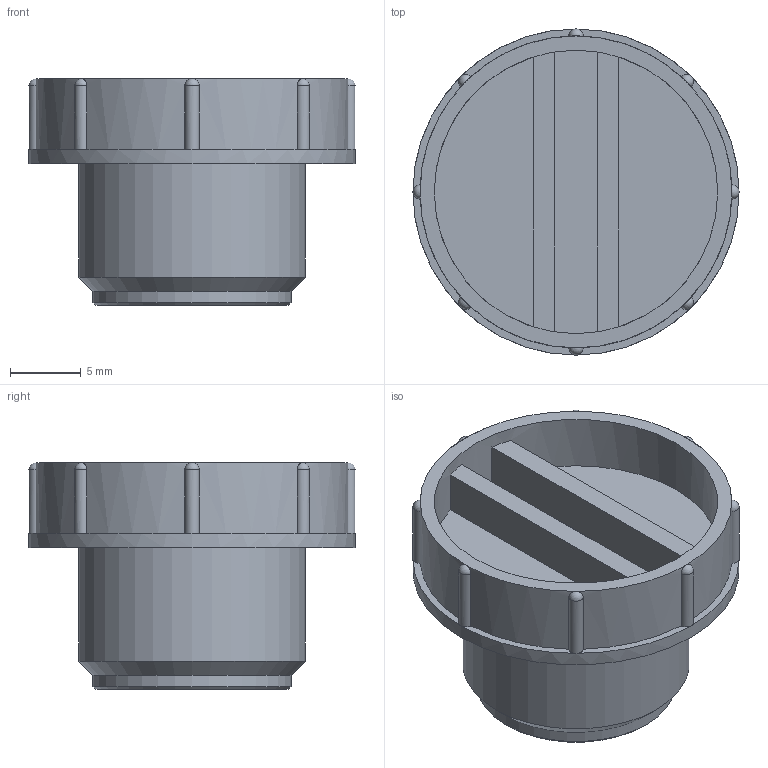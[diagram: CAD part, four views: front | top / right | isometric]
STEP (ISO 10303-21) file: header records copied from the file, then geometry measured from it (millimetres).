
FILE_DESCRIPTION( ( 'Unknown' ), '1' );
FILE_NAME( '7370805.stp', 'Unknown', ( 'Unknown' ), ( 'Unknown' ), 'PSStep 14.0', 'Unknown', ' ' );
FILE_SCHEMA( ( 'AUTOMOTIVE_DESIGN { 1 0 10303 214 1 1 1 1 }' ) );
Length unit declared in the file: millimetre
Products named in the file (1): 1
Bounding box: 23 x 23 x 16 mm (x, y, z)
Volume: 2057.6 mm3; surface area: 2573.5 mm2
Topology: 1 solids, 1 shells, 52 faces, 130 edges, 75 vertices
Faces by surface type: cylinder 21, plane 21, sphere 8, cone 2
Full cylindrical faces by diameter (mm): 12 x1, 14 x1, 16 x1, 20 x1, 23 x1
Entity records: 1926 total; most frequent: CARTESIAN_POINT 319, DIRECTION 268, ORIENTED_EDGE 226, AXIS2_PLACEMENT_3D 118, EDGE_CURVE 113, VERTEX_POINT 73, CIRCLE 65, EDGE_LOOP 62
